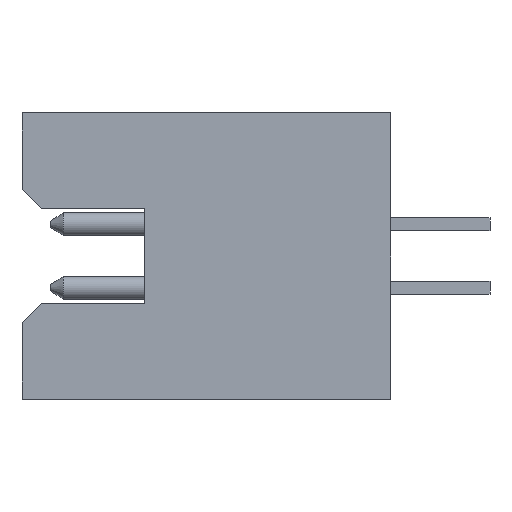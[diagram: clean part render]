
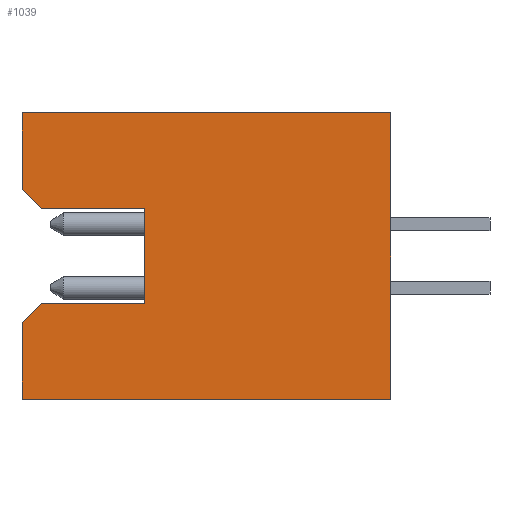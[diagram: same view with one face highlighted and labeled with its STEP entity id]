
A CAD part, left-side view. The second image highlights one B-rep face of the part: STEP entity #1039.
In plain terms, the highlighted planar face has unit normal (-1, 0, 0).
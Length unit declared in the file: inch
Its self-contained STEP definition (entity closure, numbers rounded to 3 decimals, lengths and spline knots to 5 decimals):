
#718 = VERTEX_POINT ( 'NONE', #3164 ) ;
#720 = EDGE_CURVE ( 'NONE', #718, #725, #3143, .T. ) ;
#725 = VERTEX_POINT ( 'NONE', #3205 ) ;
#837 = VERTEX_POINT ( 'NONE', #3384 ) ;
#849 = VERTEX_POINT ( 'NONE', #3414 ) ;
#888 = EDGE_CURVE ( 'NONE', #837, #849, #3481, .T. ) ;
#920 = EDGE_CURVE ( 'NONE', #937, #932, #3602, .T. ) ;
#932 = VERTEX_POINT ( 'NONE', #3683 ) ;
#935 = EDGE_CURVE ( 'NONE', #932, #837, #3674, .T. ) ;
#937 = VERTEX_POINT ( 'NONE', #3676 ) ;
#961 = VERTEX_POINT ( 'NONE', #3789 ) ;
#971 = EDGE_CURVE ( 'NONE', #961, #718, #3771, .T. ) ;
#982 = EDGE_CURVE ( 'NONE', #725, #12049, #3818, .T. ) ;
#985 = EDGE_CURVE ( 'NONE', #12371, #998, #3764, .T. ) ;
#998 = VERTEX_POINT ( 'NONE', #3791 ) ;
#1026 = ORIENTED_EDGE ( 'NONE', *, *, #720, .F. ) ;
#1027 = EDGE_CURVE ( 'NONE', #961, #849, #3892, .T. ) ;
#1028 = ORIENTED_EDGE ( 'NONE', *, *, #1027, .T. ) ;
#1030 = ORIENTED_EDGE ( 'NONE', *, *, #935, .F. ) ;
#1034 = EDGE_LOOP ( 'NONE', ( #1042, #1037, #1041, #1038, #1043, #1026, #1036, #1028, #1053, #1030 ) ) ;
#1036 = ORIENTED_EDGE ( 'NONE', *, *, #971, .F. ) ;
#1037 = ORIENTED_EDGE ( 'NONE', *, *, #1040, .T. ) ;
#1038 = ORIENTED_EDGE ( 'NONE', *, *, #12044, .F. ) ;
#1039 = ADVANCED_FACE ( 'NONE', ( #3929 ), #3926, .F. ) ;
#1040 = EDGE_CURVE ( 'NONE', #937, #998, #3943, .T. ) ;
#1041 = ORIENTED_EDGE ( 'NONE', *, *, #985, .F. ) ;
#1042 = ORIENTED_EDGE ( 'NONE', *, *, #920, .F. ) ;
#1043 = ORIENTED_EDGE ( 'NONE', *, *, #982, .F. ) ;
#1053 = ORIENTED_EDGE ( 'NONE', *, *, #888, .F. ) ;
#3142 = CARTESIAN_POINT ( 'NONE',  ( -0.625, 0.29, 0.1125 ) ) ;
#3143 = LINE ( 'NONE', #3142, #3207 ) ;
#3164 = CARTESIAN_POINT ( 'NONE',  ( -0.625, 0.29, 0.1125 ) ) ;
#3205 = CARTESIAN_POINT ( 'NONE',  ( -0.625, 0., 0.1125 ) ) ;
#3206 = DIRECTION ( 'NONE',  ( 0., -1., 0. ) ) ;
#3207 = VECTOR ( 'NONE', #3206, 39.37008 ) ;
#3384 = CARTESIAN_POINT ( 'NONE',  ( -0.625, 0.194, 0.0375 ) ) ;
#3414 = CARTESIAN_POINT ( 'NONE',  ( -0.625, 0.275, 0.0375 ) ) ;
#3480 = CARTESIAN_POINT ( 'NONE',  ( -0.625, 0.29, 0.0375 ) ) ;
#3481 = LINE ( 'NONE', #3480, #3544 ) ;
#3543 = DIRECTION ( 'NONE',  ( 0., 1., 0. ) ) ;
#3544 = VECTOR ( 'NONE', #3543, 39.37008 ) ;
#3591 = DIRECTION ( 'NONE',  ( 0., -1., 0. ) ) ;
#3592 = VECTOR ( 'NONE', #3591, 39.37008 ) ;
#3593 = CARTESIAN_POINT ( 'NONE',  ( -0.625, 0.194, -0.0375 ) ) ;
#3602 = LINE ( 'NONE', #3593, #3592 ) ;
#3672 = DIRECTION ( 'NONE',  ( 0., 0., 1. ) ) ;
#3673 = VECTOR ( 'NONE', #3672, 39.37008 ) ;
#3674 = LINE ( 'NONE', #3679, #3673 ) ;
#3676 = CARTESIAN_POINT ( 'NONE',  ( -0.625, 0.275, -0.0375 ) ) ;
#3679 = CARTESIAN_POINT ( 'NONE',  ( -0.625, 0.194, 0.0375 ) ) ;
#3683 = CARTESIAN_POINT ( 'NONE',  ( -0.625, 0.194, -0.0375 ) ) ;
#3764 = LINE ( 'NONE', #3813, #3808 ) ;
#3765 = DIRECTION ( 'NONE',  ( 0., 0., 1. ) ) ;
#3766 = VECTOR ( 'NONE', #3765, 39.37008 ) ;
#3767 = CARTESIAN_POINT ( 'NONE',  ( -0.625, 0.29, 0.1125 ) ) ;
#3771 = LINE ( 'NONE', #3767, #3766 ) ;
#3789 = CARTESIAN_POINT ( 'NONE',  ( -0.625, 0.29, 0.0525 ) ) ;
#3791 = CARTESIAN_POINT ( 'NONE',  ( -0.625, 0.29, -0.0525 ) ) ;
#3808 = VECTOR ( 'NONE', #3812, 39.37008 ) ;
#3812 = DIRECTION ( 'NONE',  ( 0., 0., 1. ) ) ;
#3813 = CARTESIAN_POINT ( 'NONE',  ( -0.625, 0.29, -0.0375 ) ) ;
#3815 = DIRECTION ( 'NONE',  ( 0., 0., -1. ) ) ;
#3816 = VECTOR ( 'NONE', #3815, 39.37008 ) ;
#3817 = CARTESIAN_POINT ( 'NONE',  ( -0.625, 0., 0.1125 ) ) ;
#3818 = LINE ( 'NONE', #3817, #3816 ) ;
#3842 = CARTESIAN_POINT ( 'NONE',  ( -0.625, 0.275, 0.0375 ) ) ;
#3884 = DIRECTION ( 'NONE',  ( 0., -0.707, -0.707 ) ) ;
#3892 = LINE ( 'NONE', #3842, #3901 ) ;
#3901 = VECTOR ( 'NONE', #3884, 39.37008 ) ;
#3925 = AXIS2_PLACEMENT_3D ( 'NONE', #3947, #3946, #3945 ) ;
#3926 = PLANE ( 'NONE',  #3925 ) ;
#3929 = FACE_OUTER_BOUND ( 'NONE', #1034, .T. ) ;
#3941 = DIRECTION ( 'NONE',  ( 0., 0.707, -0.707 ) ) ;
#3942 = VECTOR ( 'NONE', #3941, 39.37008 ) ;
#3943 = LINE ( 'NONE', #3949, #3942 ) ;
#3945 = DIRECTION ( 'NONE',  ( 0., 0., -1. ) ) ;
#3946 = DIRECTION ( 'NONE',  ( 1., 0., 0. ) ) ;
#3947 = CARTESIAN_POINT ( 'NONE',  ( -0.625, 0.29, 0.1125 ) ) ;
#3949 = CARTESIAN_POINT ( 'NONE',  ( -0.625, 0.29, -0.0525 ) ) ;
#4897 = CARTESIAN_POINT ( 'NONE',  ( -0.625, 0., -0.1125 ) ) ;
#4898 = DIRECTION ( 'NONE',  ( 0., 1., 0. ) ) ;
#4899 = VECTOR ( 'NONE', #4898, 39.37008 ) ;
#4900 = CARTESIAN_POINT ( 'NONE',  ( -0.625, 0.29, -0.1125 ) ) ;
#4901 = LINE ( 'NONE', #4900, #4899 ) ;
#5690 = CARTESIAN_POINT ( 'NONE',  ( -0.625, 0.29, -0.1125 ) ) ;
#12044 = EDGE_CURVE ( 'NONE', #12049, #12371, #4901, .T. ) ;
#12049 = VERTEX_POINT ( 'NONE', #4897 ) ;
#12371 = VERTEX_POINT ( 'NONE', #5690 ) ;
